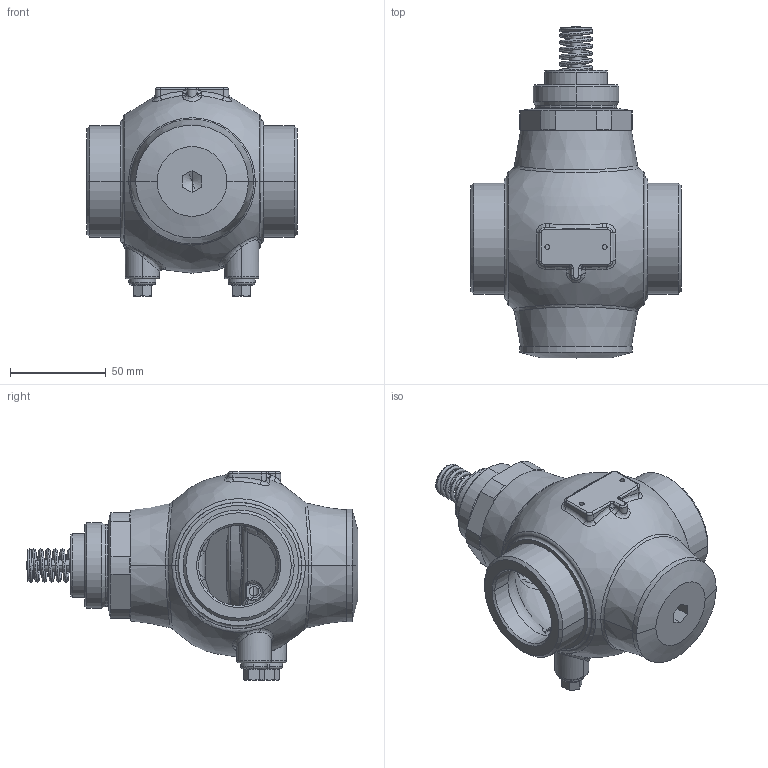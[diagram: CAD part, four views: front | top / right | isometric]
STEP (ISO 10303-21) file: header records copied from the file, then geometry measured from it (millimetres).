
FILE_DESCRIPTION((''),'2;1');
FILE_NAME('065B0795','2010-01-04T',('u243613'),('Danfoss Trata d.o.o.'),'PRO/ENGINEER BY PARAMETRIC TECHNOLOGY CORPORATION, 2009230','PRO/ENGINEER BY PARAMETRIC TECHNOLOGY CORPORATION, 2009230','');
FILE_SCHEMA(('CONFIG_CONTROL_DESIGN'));
Length unit declared in the file: millimetre
Products named in the file (1): 065B0795
Bounding box: 110 x 173.8 x 109 mm (x, y, z)
Volume: 396285.9 mm3; surface area: 95667.2 mm2
Topology: 1 solids, 1 shells, 563 faces, 1251 edges, 729 vertices
Faces by surface type: cylinder 164, plane 139, bspline 105, torus 78, cone 73, sphere 4
Entity records: 38030 total; most frequent: CARTESIAN_POINT 26027, DIRECTION 2537, ORIENTED_EDGE 2498, EDGE_CURVE 1249, AXIS2_PLACEMENT_3D 1105, VERTEX_POINT 729, CIRCLE 647, EDGE_LOOP 616
